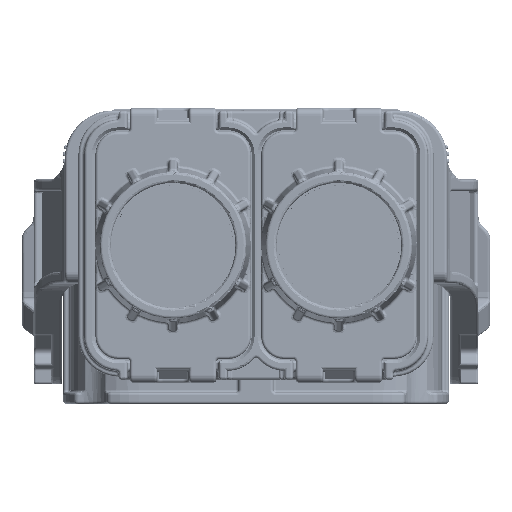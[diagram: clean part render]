
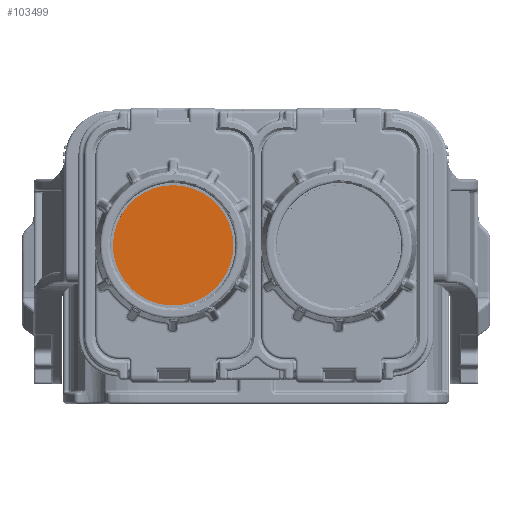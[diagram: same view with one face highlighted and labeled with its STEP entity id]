
A CAD part, front view. The second image highlights one B-rep face of the part: STEP entity #103499.
In plain terms, the highlighted planar face has unit normal (0, -1, 0).
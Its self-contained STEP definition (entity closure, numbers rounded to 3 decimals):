
#41077 = DIRECTION ( 'NONE',  ( 0., -1., 0. ) ) ;
#43229 = EDGE_CURVE ( 'NONE', #109135, #109135, #53395, .T. ) ;
#53395 = CIRCLE ( 'NONE', #217968, 10.45 ) ;
#67285 = DIRECTION ( 'NONE',  ( 1., 0., 0. ) ) ;
#103499 = ADVANCED_FACE ( 'NONE', ( #240531 ), #138679, .T. ) ;
#109135 = VERTEX_POINT ( 'NONE', #207879 ) ;
#119402 = CARTESIAN_POINT ( 'NONE',  ( -14.4, -100.25, 27.55 ) ) ;
#138644 = AXIS2_PLACEMENT_3D ( 'NONE', #164846, #41077, #214716 ) ;
#138679 = PLANE ( 'NONE',  #138644 ) ;
#142037 = ORIENTED_EDGE ( 'NONE', *, *, #43229, .T. ) ;
#164846 = CARTESIAN_POINT ( 'NONE',  ( -14.4, -100.25, 27.55 ) ) ;
#186067 = EDGE_LOOP ( 'NONE', ( #142037 ) ) ;
#207879 = CARTESIAN_POINT ( 'NONE',  ( -3.95, -100.25, 27.55 ) ) ;
#214716 = DIRECTION ( 'NONE',  ( 1., 0., 0. ) ) ;
#217968 = AXIS2_PLACEMENT_3D ( 'NONE', #119402, #267054, #67285 ) ;
#240531 = FACE_OUTER_BOUND ( 'NONE', #186067, .T. ) ;
#267054 = DIRECTION ( 'NONE',  ( 0., -1., 0. ) ) ;
